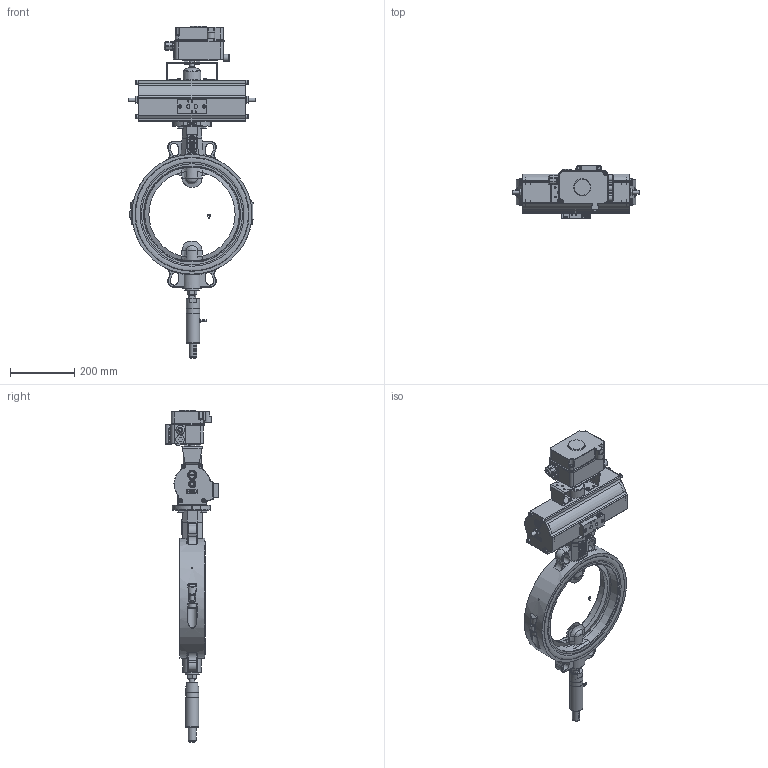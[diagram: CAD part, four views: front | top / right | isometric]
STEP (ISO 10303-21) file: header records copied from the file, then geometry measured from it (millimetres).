
FILE_DESCRIPTION((''),'2;1');
FILE_NAME('DZCP-300-0018.stp','2015-06-12T07:47:56',('hellwig'),(''),'Autodesk Inventor 2013','Autodesk Inventor 2013','');
FILE_SCHEMA(('AUTOMOTIVE_DESIGN { 1 0 10303 214 1 1 1 1 }'));
Length unit declared in the file: millimetre
Products named in the file (1): M33665_Shrinkwrap_1
Bounding box: 395 x 165.33 x 1037.05 mm (x, y, z)
Volume: 8559388.2 mm3; surface area: 1214925.7 mm2
Topology: 81 solids, 85 shells, 4651 faces, 11536 edges, 7110 vertices
Faces by surface type: plane 1914, cylinder 1053, bspline 862, torus 324, cone 297, sphere 181, revolution 20
Full cylindrical faces by diameter (mm): 1 x1, 2 x2, 2.5 x2, 3 x6, 3.2 x2, 3.242 x4, 4 x6, 4.134 x9, 4.567 x4, 4.917 x8, 5 x10, 5.459 x4, 5.5 x8, 6 x12, 6.5 x7, 6.6 x2, 6.647 x14, 6.7 x4, 8 x10, 8.376 x4, 8.5 x8, 8.7 x4, 9 x2, 9.188 x4, 10 x11, 10.106 x1, 10.2 x1, 10.5 x4, 11 x6, 11.445 x5
Entity records: 150164 total; most frequent: CARTESIAN_POINT 45316, ORIENTED_EDGE 21118, DIRECTION 18990, EDGE_CURVE 10559, AXIS2_PLACEMENT_3D 6968, VERTEX_POINT 6864, EDGE_LOOP 5653, VECTOR 5034
